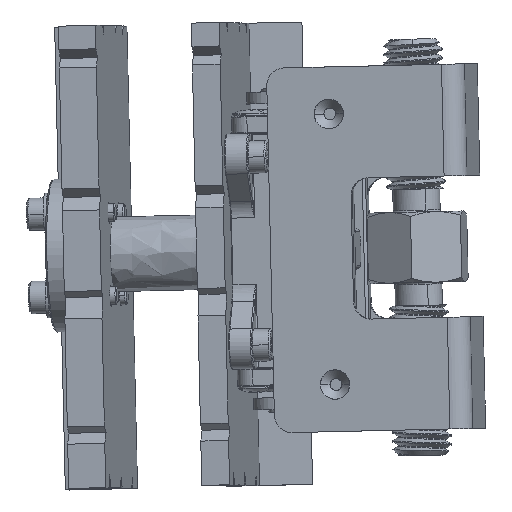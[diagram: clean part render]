
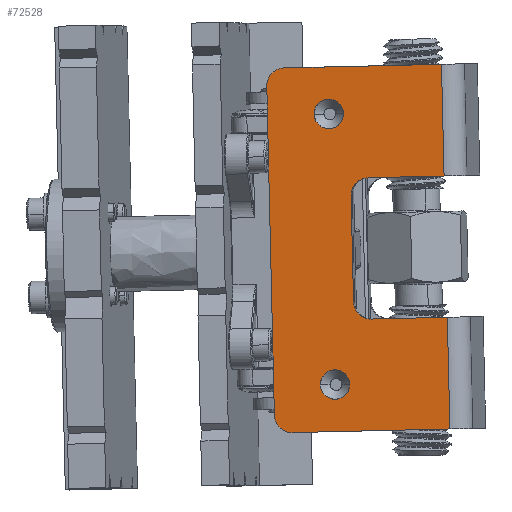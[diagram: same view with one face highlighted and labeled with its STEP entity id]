
A CAD part, front view. The second image highlights one B-rep face of the part: STEP entity #72528.
In plain terms, the highlighted free-form (B-spline) face has degree [1, 1] with [2, 2] control points.
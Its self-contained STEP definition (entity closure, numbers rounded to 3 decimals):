
#71549 = VERTEX_POINT('',#71550);
#71550 = CARTESIAN_POINT('',(-199.732,7.632,
    55.16));
#71556 = EDGE_CURVE('',#71549,#71557,#71559,.T.);
#71557 = VERTEX_POINT('',#71558);
#71558 = CARTESIAN_POINT('',(-212.111,9.087,
    54.875));
#71559 = B_SPLINE_CURVE_WITH_KNOTS('',1,(#71560,#71561),.UNSPECIFIED.,
  .F.,.F.,(2,2),(-19.471,-6.471),
  .PIECEWISE_BEZIER_KNOTS.);
#71560 = CARTESIAN_POINT('',(-199.732,7.632,
    55.16));
#71561 = CARTESIAN_POINT('',(-212.111,9.087,
    54.875));
#71847 = VERTEX_POINT('',#71848);
#71848 = CARTESIAN_POINT('',(-200.151,7.632,
    73.378));
#71854 = EDGE_CURVE('',#71549,#71847,#71855,.T.);
#71855 = B_SPLINE_CURVE_WITH_KNOTS('',1,(#71856,#71857),.UNSPECIFIED.,
  .F.,.F.,(2,2),(-15.,4.),.PIECEWISE_BEZIER_KNOTS.);
#71856 = CARTESIAN_POINT('',(-199.732,7.632,
    55.16));
#71857 = CARTESIAN_POINT('',(-200.151,7.632,
    73.378));
#72150 = VERTEX_POINT('',#72151);
#72151 = CARTESIAN_POINT('',(-211.58,9.087,
    31.819));
#72156 = EDGE_CURVE('',#72157,#72150,#72159,.T.);
#72157 = VERTEX_POINT('',#72158);
#72158 = CARTESIAN_POINT('',(-199.201,7.632,
    32.104));
#72159 = B_SPLINE_CURVE_WITH_KNOTS('',1,(#72160,#72161),.UNSPECIFIED.,
  .F.,.F.,(2,2),(-19.471,-6.471),
  .PIECEWISE_BEZIER_KNOTS.);
#72160 = CARTESIAN_POINT('',(-199.201,7.632,
    32.104));
#72161 = CARTESIAN_POINT('',(-211.58,9.087,
    31.819));
#72252 = EDGE_CURVE('',#72157,#72253,#72255,.T.);
#72253 = VERTEX_POINT('',#72254);
#72254 = CARTESIAN_POINT('',(-198.781,7.632,
    13.886));
#72255 = B_SPLINE_CURVE_WITH_KNOTS('',1,(#72256,#72257),.UNSPECIFIED.,
  .F.,.F.,(2,2),(39.047,58.047),
  .PIECEWISE_BEZIER_KNOTS.);
#72256 = CARTESIAN_POINT('',(-199.201,7.632,
    32.104));
#72257 = CARTESIAN_POINT('',(-198.781,7.632,
    13.886));
#72296 = VERTEX_POINT('',#72297);
#72297 = CARTESIAN_POINT('',(-217.582,9.815,
    23.526));
#72302 = EDGE_CURVE('',#72303,#72296,#72305,.T.);
#72303 = VERTEX_POINT('',#72304);
#72304 = CARTESIAN_POINT('',(-217.472,9.815,
    18.732));
#72305 = ( BOUNDED_CURVE() B_SPLINE_CURVE(2,(#72306,#72307,#72308,#72309
,#72310),.UNSPECIFIED.,.F.,.F.) B_SPLINE_CURVE_WITH_KNOTS((3,2,3),(
    3.142,4.712,6.283),
.PIECEWISE_BEZIER_KNOTS.) CURVE() GEOMETRIC_REPRESENTATION_ITEM() 
RATIONAL_B_SPLINE_CURVE((1.,0.707,1.,0.707,1.)) 
REPRESENTATION_ITEM('') );
#72306 = CARTESIAN_POINT('',(-217.472,9.815,
    18.732));
#72307 = CARTESIAN_POINT('',(-215.091,9.535,
    18.787));
#72308 = CARTESIAN_POINT('',(-215.147,9.535,
    21.184));
#72309 = CARTESIAN_POINT('',(-215.202,9.535,
    23.581));
#72310 = CARTESIAN_POINT('',(-217.582,9.815,
    23.526));
#72341 = EDGE_CURVE('',#72296,#72303,#72342,.T.);
#72342 = ( BOUNDED_CURVE() B_SPLINE_CURVE(2,(#72343,#72344,#72345,#72346
,#72347),.UNSPECIFIED.,.F.,.F.) B_SPLINE_CURVE_WITH_KNOTS((3,2,3),(0.,
1.571,3.142),.PIECEWISE_BEZIER_KNOTS.) CURVE() 
GEOMETRIC_REPRESENTATION_ITEM() RATIONAL_B_SPLINE_CURVE((1.,
0.707,1.,0.707,1.)) REPRESENTATION_ITEM('') );
#72343 = CARTESIAN_POINT('',(-217.582,9.815,
    23.526));
#72344 = CARTESIAN_POINT('',(-219.963,10.094,
    23.472));
#72345 = CARTESIAN_POINT('',(-219.908,10.094,
    21.074));
#72346 = CARTESIAN_POINT('',(-219.853,10.094,
    18.677));
#72347 = CARTESIAN_POINT('',(-217.472,9.815,
    18.732));
#72376 = VERTEX_POINT('',#72377);
#72377 = CARTESIAN_POINT('',(-228.653,10.99,
    69.844));
#72390 = VERTEX_POINT('',#72391);
#72391 = CARTESIAN_POINT('',(-227.416,10.99,
    16.105));
#72396 = EDGE_CURVE('',#72376,#72390,#72397,.T.);
#72397 = B_SPLINE_CURVE_WITH_KNOTS('',1,(#72398,#72399),.UNSPECIFIED.,
  .F.,.F.,(2,2),(-1.,55.047),.PIECEWISE_BEZIER_KNOTS.);
#72398 = CARTESIAN_POINT('',(-228.653,10.99,
    69.844));
#72399 = CARTESIAN_POINT('',(-227.416,10.99,
    16.105));
#72410 = VERTEX_POINT('',#72411);
#72411 = CARTESIAN_POINT('',(-214.902,9.423,
    51.933));
#72418 = EDGE_CURVE('',#71557,#72410,#72419,.T.);
#72419 = ( BOUNDED_CURVE() B_SPLINE_CURVE(2,(#72420,#72421,#72422),
.UNSPECIFIED.,.F.,.F.) B_SPLINE_CURVE_WITH_KNOTS((3,3),(0.,
1.571),.PIECEWISE_BEZIER_KNOTS.) CURVE() 
GEOMETRIC_REPRESENTATION_ITEM() RATIONAL_B_SPLINE_CURVE((1.,
0.707,1.)) REPRESENTATION_ITEM('') );
#72420 = CARTESIAN_POINT('',(-212.111,9.087,
    54.875));
#72421 = CARTESIAN_POINT('',(-214.968,9.423,
    54.81));
#72422 = CARTESIAN_POINT('',(-214.902,9.423,
    51.933));
#72528 = ADVANCED_FACE('',(#72529,#72551,#72555),#72602,.T.);
#72529 = FACE_BOUND('',#72530,.T.);
#72530 = EDGE_LOOP('',(#72531,#72543));
#72531 = ORIENTED_EDGE('',*,*,#72532,.T.);
#72532 = EDGE_CURVE('',#72533,#72535,#72537,.T.);
#72533 = VERTEX_POINT('',#72534);
#72534 = CARTESIAN_POINT('',(-218.599,9.815,
    67.677));
#72535 = VERTEX_POINT('',#72536);
#72536 = CARTESIAN_POINT('',(-218.489,9.815,
    62.883));
#72537 = ( BOUNDED_CURVE() B_SPLINE_CURVE(2,(#72538,#72539,#72540,#72541
,#72542),.UNSPECIFIED.,.F.,.F.) B_SPLINE_CURVE_WITH_KNOTS((3,2,3),(
    3.142,4.712,6.283),
.PIECEWISE_BEZIER_KNOTS.) CURVE() GEOMETRIC_REPRESENTATION_ITEM() 
RATIONAL_B_SPLINE_CURVE((1.,0.707,1.,0.707,1.)) 
REPRESENTATION_ITEM('') );
#72538 = CARTESIAN_POINT('',(-218.599,9.815,
    67.677));
#72539 = CARTESIAN_POINT('',(-216.218,9.535,
    67.732));
#72540 = CARTESIAN_POINT('',(-216.163,9.535,
    65.335));
#72541 = CARTESIAN_POINT('',(-216.108,9.535,
    62.938));
#72542 = CARTESIAN_POINT('',(-218.489,9.815,
    62.883));
#72543 = ORIENTED_EDGE('',*,*,#72544,.T.);
#72544 = EDGE_CURVE('',#72535,#72533,#72545,.T.);
#72545 = ( BOUNDED_CURVE() B_SPLINE_CURVE(2,(#72546,#72547,#72548,#72549
,#72550),.UNSPECIFIED.,.F.,.F.) B_SPLINE_CURVE_WITH_KNOTS((3,2,3),(0.,
1.571,3.142),.PIECEWISE_BEZIER_KNOTS.) CURVE() 
GEOMETRIC_REPRESENTATION_ITEM() RATIONAL_B_SPLINE_CURVE((1.,
0.707,1.,0.707,1.)) REPRESENTATION_ITEM('') );
#72546 = CARTESIAN_POINT('',(-218.489,9.815,
    62.883));
#72547 = CARTESIAN_POINT('',(-220.869,10.094,
    62.828));
#72548 = CARTESIAN_POINT('',(-220.924,10.094,
    65.225));
#72549 = CARTESIAN_POINT('',(-220.98,10.094,
    67.622));
#72550 = CARTESIAN_POINT('',(-218.599,9.815,
    67.677));
#72551 = FACE_BOUND('',#72552,.T.);
#72552 = EDGE_LOOP('',(#72553,#72554));
#72553 = ORIENTED_EDGE('',*,*,#72302,.F.);
#72554 = ORIENTED_EDGE('',*,*,#72341,.F.);
#72555 = FACE_BOUND('',#72556,.T.);
#72556 = EDGE_LOOP('',(#72557,#72558,#72566,#72571,#72572,#72573,#72581,
    #72586,#72587,#72588,#72589,#72596));
#72557 = ORIENTED_EDGE('',*,*,#72396,.T.);
#72558 = ORIENTED_EDGE('',*,*,#72559,.T.);
#72559 = EDGE_CURVE('',#72390,#72560,#72562,.T.);
#72560 = VERTEX_POINT('',#72561);
#72561 = CARTESIAN_POINT('',(-224.493,10.654,
    13.294));
#72562 = ( BOUNDED_CURVE() B_SPLINE_CURVE(2,(#72563,#72564,#72565),
.UNSPECIFIED.,.F.,.F.) B_SPLINE_CURVE_WITH_KNOTS((3,3),(0.,
1.571),.PIECEWISE_BEZIER_KNOTS.) CURVE() 
GEOMETRIC_REPRESENTATION_ITEM() RATIONAL_B_SPLINE_CURVE((1.,
0.707,1.)) REPRESENTATION_ITEM('') );
#72563 = CARTESIAN_POINT('',(-227.416,10.99,
    16.105));
#72564 = CARTESIAN_POINT('',(-227.35,10.99,
    13.228));
#72565 = CARTESIAN_POINT('',(-224.493,10.654,
    13.294));
#72566 = ORIENTED_EDGE('',*,*,#72567,.T.);
#72567 = EDGE_CURVE('',#72560,#72253,#72568,.T.);
#72568 = B_SPLINE_CURVE_WITH_KNOTS('',1,(#72569,#72570),.UNSPECIFIED.,
  .F.,.F.,(2,2),(-7.529,19.471),
  .PIECEWISE_BEZIER_KNOTS.);
#72569 = CARTESIAN_POINT('',(-224.493,10.654,
    13.294));
#72570 = CARTESIAN_POINT('',(-198.781,7.632,
    13.886));
#72571 = ORIENTED_EDGE('',*,*,#72252,.F.);
#72572 = ORIENTED_EDGE('',*,*,#72156,.T.);
#72573 = ORIENTED_EDGE('',*,*,#72574,.F.);
#72574 = EDGE_CURVE('',#72575,#72150,#72577,.T.);
#72575 = VERTEX_POINT('',#72576);
#72576 = CARTESIAN_POINT('',(-214.503,9.423,
    34.63));
#72577 = ( BOUNDED_CURVE() B_SPLINE_CURVE(2,(#72578,#72579,#72580),
.UNSPECIFIED.,.F.,.F.) B_SPLINE_CURVE_WITH_KNOTS((3,3),(1.571,
3.142),.PIECEWISE_BEZIER_KNOTS.) CURVE() 
GEOMETRIC_REPRESENTATION_ITEM() RATIONAL_B_SPLINE_CURVE((1.,
0.707,1.)) REPRESENTATION_ITEM('') );
#72578 = CARTESIAN_POINT('',(-214.503,9.423,
    34.63));
#72579 = CARTESIAN_POINT('',(-214.437,9.423,
    31.753));
#72580 = CARTESIAN_POINT('',(-211.58,9.087,
    31.819));
#72581 = ORIENTED_EDGE('',*,*,#72582,.F.);
#72582 = EDGE_CURVE('',#72410,#72575,#72583,.T.);
#72583 = B_SPLINE_CURVE_WITH_KNOTS('',1,(#72584,#72585),.UNSPECIFIED.,
  .F.,.F.,(2,2),(18.,36.047),.PIECEWISE_BEZIER_KNOTS.);
#72584 = CARTESIAN_POINT('',(-214.902,9.423,
    51.933));
#72585 = CARTESIAN_POINT('',(-214.503,9.423,
    34.63));
#72586 = ORIENTED_EDGE('',*,*,#72418,.F.);
#72587 = ORIENTED_EDGE('',*,*,#71556,.F.);
#72588 = ORIENTED_EDGE('',*,*,#71854,.T.);
#72589 = ORIENTED_EDGE('',*,*,#72590,.F.);
#72590 = EDGE_CURVE('',#72591,#71847,#72593,.T.);
#72591 = VERTEX_POINT('',#72592);
#72592 = CARTESIAN_POINT('',(-225.862,10.654,
    72.786));
#72593 = B_SPLINE_CURVE_WITH_KNOTS('',1,(#72594,#72595),.UNSPECIFIED.,
  .F.,.F.,(2,2),(-7.529,19.471),
  .PIECEWISE_BEZIER_KNOTS.);
#72594 = CARTESIAN_POINT('',(-225.862,10.654,
    72.786));
#72595 = CARTESIAN_POINT('',(-200.151,7.632,
    73.378));
#72596 = ORIENTED_EDGE('',*,*,#72597,.T.);
#72597 = EDGE_CURVE('',#72591,#72376,#72598,.T.);
#72598 = ( BOUNDED_CURVE() B_SPLINE_CURVE(2,(#72599,#72600,#72601),
.UNSPECIFIED.,.F.,.F.) B_SPLINE_CURVE_WITH_KNOTS((3,3),(4.712,
6.283),.PIECEWISE_BEZIER_KNOTS.) CURVE() 
GEOMETRIC_REPRESENTATION_ITEM() RATIONAL_B_SPLINE_CURVE((1.,
0.707,1.)) REPRESENTATION_ITEM('') );
#72599 = CARTESIAN_POINT('',(-225.862,10.654,
    72.786));
#72600 = CARTESIAN_POINT('',(-228.719,10.99,
    72.72));
#72601 = CARTESIAN_POINT('',(-228.653,10.99,
    69.844));
#72602 = B_SPLINE_SURFACE_WITH_KNOTS('',1,1,(
    (#72603,#72604)
    ,(#72605,#72606
    )),.UNSPECIFIED.,.F.,.F.,.F.,(2,2),(2,2),(-30.,0.),(
    -4.,58.047),.PIECEWISE_BEZIER_KNOTS.);
#72603 = CARTESIAN_POINT('',(-200.151,7.632,
    73.378));
#72604 = CARTESIAN_POINT('',(-198.781,7.632,
    13.886));
#72605 = CARTESIAN_POINT('',(-228.719,10.99,
    72.72));
#72606 = CARTESIAN_POINT('',(-227.35,10.99,
    13.228));
